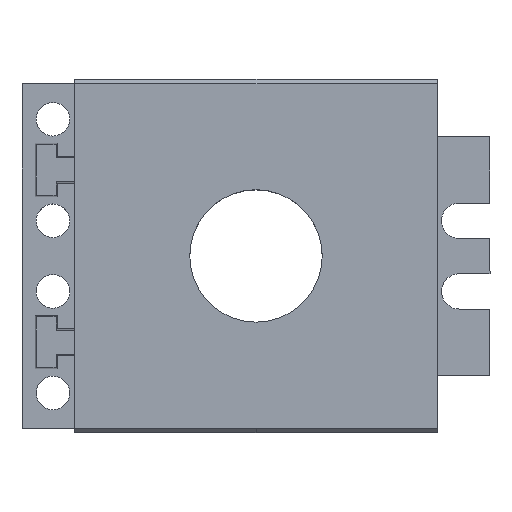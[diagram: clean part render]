
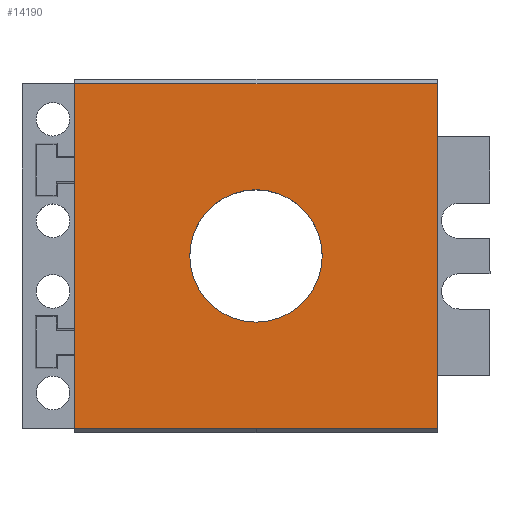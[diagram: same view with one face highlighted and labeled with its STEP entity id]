
A CAD part, top view. The second image highlights one B-rep face of the part: STEP entity #14190.
In plain terms, the highlighted planar face has unit normal (0, 0, 1).
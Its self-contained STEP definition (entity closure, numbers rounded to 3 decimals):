
#590=CARTESIAN_POINT('',(54.3,19.5,15.));
#600=VERTEX_POINT('',#590);
#630=CARTESIAN_POINT('',(70.678,19.5,15.));
#640=DIRECTION('',(-1.,0.,0.));
#650=VECTOR('',#640,1.);
#660=LINE('',#630,#650);
#670=CARTESIAN_POINT('',(15.3,19.5,15.));
#680=VERTEX_POINT('',#670);
#690=EDGE_CURVE('',#600,#680,#660,.T.);
#8190=CARTESIAN_POINT('',(54.3,-21.5,15.));
#8200=VERTEX_POINT('',#8190);
#8230=CARTESIAN_POINT('',(54.3,0.,15.));
#8240=DIRECTION('',(0.,1.,0.));
#8250=VECTOR('',#8240,1.);
#8260=LINE('',#8230,#8250);
#8270=EDGE_CURVE('',#8200,#600,#8260,.T.);
#9540=CARTESIAN_POINT('',(15.3,30.567,15.));
#9550=DIRECTION('',(0.,-1.,0.));
#9560=VECTOR('',#9550,1.);
#9570=LINE('',#9540,#9560);
#9580=CARTESIAN_POINT('',(15.3,-21.5,15.));
#9590=VERTEX_POINT('',#9580);
#9600=EDGE_CURVE('',#680,#9590,#9570,.T.);
#13880=CARTESIAN_POINT('',(54.3,-21.5,15.));
#13890=DIRECTION('',(0.,0.,1.));
#13900=DIRECTION('',(1.,0.,0.));
#13910=AXIS2_PLACEMENT_3D('',#13880,#13890,#13900);
#13920=PLANE('',#13910);
#13930=CARTESIAN_POINT('',(34.8,-1.,15.));
#13940=DIRECTION('',(0.,0.,1.));
#13950=DIRECTION('',(-1.,0.,0.));
#13960=AXIS2_PLACEMENT_3D('',#13930,#13940,#13950);
#13970=CIRCLE('',#13960,7.5);
#13980=CARTESIAN_POINT('',(27.3,-1.,15.));
#13990=VERTEX_POINT('',#13980);
#14000=CARTESIAN_POINT('',(42.3,-1.,15.));
#14010=VERTEX_POINT('',#14000);
#14020=EDGE_CURVE('',#13990,#14010,#13970,.T.);
#14030=ORIENTED_EDGE('',*,*,#14020,.F.);
#14040=EDGE_CURVE('',#14010,#13990,#13970,.T.);
#14050=ORIENTED_EDGE('',*,*,#14040,.F.);
#14060=EDGE_LOOP('',(#14050,#14030));
#14070=FACE_BOUND('',#14060,.T.);
#14080=CARTESIAN_POINT('',(70.678,-21.5,15.));
#14090=DIRECTION('',(-1.,0.,0.));
#14100=VECTOR('',#14090,1.);
#14110=LINE('',#14080,#14100);
#14120=EDGE_CURVE('',#8200,#9590,#14110,.T.);
#14130=ORIENTED_EDGE('',*,*,#14120,.F.);
#14140=ORIENTED_EDGE('',*,*,#9600,.T.);
#14150=ORIENTED_EDGE('',*,*,#690,.T.);
#14160=ORIENTED_EDGE('',*,*,#8270,.T.);
#14170=EDGE_LOOP('',(#14160,#14150,#14140,#14130));
#14180=FACE_OUTER_BOUND('',#14170,.T.);
#14190=ADVANCED_FACE('',(#14070,#14180),#13920,.T.);
